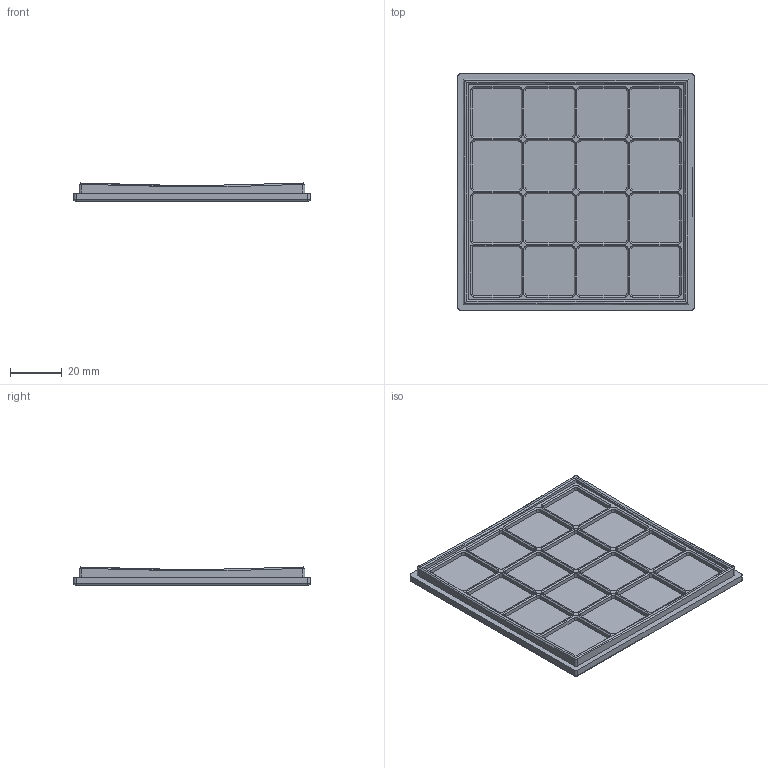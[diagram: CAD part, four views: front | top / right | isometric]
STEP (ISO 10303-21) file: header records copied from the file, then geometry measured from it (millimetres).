
FILE_DESCRIPTION(/* description */ (''),/* implementation_level */ '2;1');
FILE_NAME(/* name */ 'Base Anglednt.step',/* time_stamp */ '2022-11-22T11:27:42-03:00',/* author */ (''),/* organization */ (''),/* preprocessor_version */ 'ST-DEVELOPER v19.2',/* originating_system */ 'Autodesk Translation Framework v11.17.0.187',/* authorisation */ '');
FILE_SCHEMA (('AUTOMOTIVE_DESIGN { 1 0 10303 214 3 1 1 }'));
Length unit declared in the file: millimetre
Products named in the file (1): ArtisansBox Open-S
Bounding box: 91.5 x 91.5 x 6.97 mm (x, y, z)
Volume: 29534.2 mm3; surface area: 21213.6 mm2
Topology: 1 solids, 1 shells, 423 faces, 1009 edges, 608 vertices
Faces by surface type: plane 205, bspline 80, cylinder 75, cone 63
Entity records: 14266 total; most frequent: CARTESIAN_POINT 4926, ORIENTED_EDGE 2018, DIRECTION 1739, EDGE_CURVE 1009, LINE 625, VECTOR 625, VERTEX_POINT 608, AXIS2_PLACEMENT_3D 557
